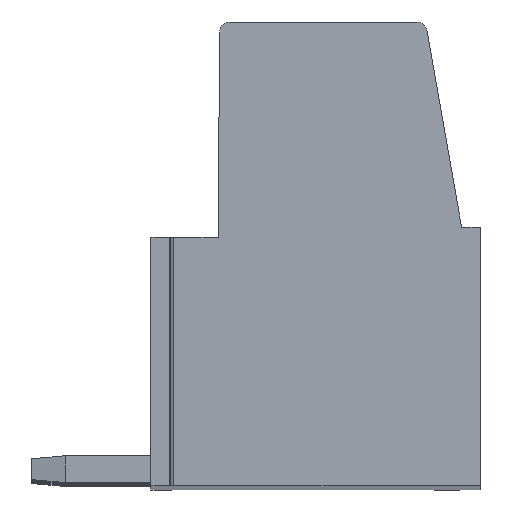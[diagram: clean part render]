
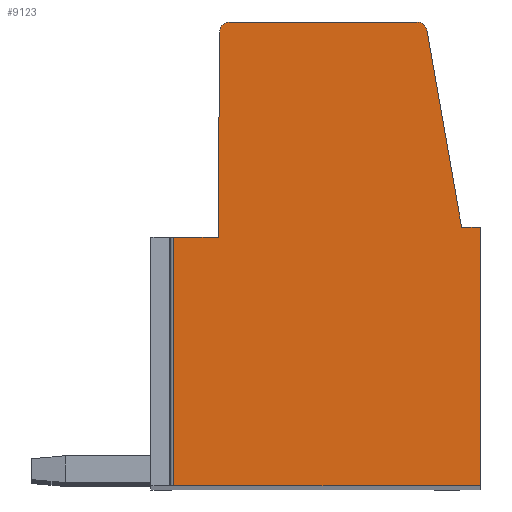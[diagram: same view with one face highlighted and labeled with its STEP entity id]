
A CAD part, top view. The second image highlights one B-rep face of the part: STEP entity #9123.
In plain terms, the highlighted planar face has unit normal (0, 0, 1).
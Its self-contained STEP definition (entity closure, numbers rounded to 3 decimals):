
#1579=DIRECTION('',(0.,1.,0.));
#1580=VECTOR('',#1579,7.4);
#1581=CARTESIAN_POINT('',(-4.225,-7.4,2.5));
#1582=LINE('',#1581,#1580);
#1583=DIRECTION('',(-1.,0.,0.));
#1584=VECTOR('',#1583,1.325);
#1585=CARTESIAN_POINT('',(-2.9,0.,2.5));
#1586=LINE('',#1585,#1584);
#1587=DIRECTION('',(-0.007,-1.,0.));
#1588=VECTOR('',#1587,6.1);
#1589=CARTESIAN_POINT('',(-2.859,6.1,2.5));
#1590=LINE('',#1589,#1588);
#1591=CARTESIAN_POINT('',(-2.557,6.098,2.5));
#1592=DIRECTION('',(0.,0.,1.));
#1593=DIRECTION('',(0.,1.,0.));
#1594=AXIS2_PLACEMENT_3D('',#1591,#1592,#1593);
#1596=DIRECTION('',(-1.,0.,0.));
#1597=VECTOR('',#1596,5.57);
#1598=CARTESIAN_POINT('',(3.013,6.4,2.5));
#1599=LINE('',#1598,#1597);
#1600=CARTESIAN_POINT('',(3.013,6.098,2.5));
#1601=DIRECTION('',(0.,0.,1.));
#1602=DIRECTION('',(0.985,0.173,0.));
#1603=AXIS2_PLACEMENT_3D('',#1600,#1601,#1602);
#1605=DIRECTION('',(-0.173,0.985,0.));
#1606=VECTOR('',#1605,5.94);
#1607=CARTESIAN_POINT('',(4.34,0.3,2.5));
#1608=LINE('',#1607,#1606);
#1609=DIRECTION('',(-1.,0.,0.));
#1610=VECTOR('',#1609,0.56);
#1611=CARTESIAN_POINT('',(4.9,0.3,2.5));
#1612=LINE('',#1611,#1610);
#1613=DIRECTION('',(0.,1.,0.));
#1614=VECTOR('',#1613,7.7);
#1615=CARTESIAN_POINT('',(4.9,-7.4,2.5));
#1616=LINE('',#1615,#1614);
#1617=DIRECTION('',(1.,0.,0.));
#1618=VECTOR('',#1617,9.125);
#1619=CARTESIAN_POINT('',(-4.225,-7.4,2.5));
#1620=LINE('',#1619,#1618);
#5401=CARTESIAN_POINT('',(4.9,-7.4,2.5));
#5402=CARTESIAN_POINT('',(4.9,0.3,2.5));
#5403=VERTEX_POINT('',#5401);
#5404=VERTEX_POINT('',#5402);
#5405=CARTESIAN_POINT('',(4.34,0.3,2.5));
#5406=VERTEX_POINT('',#5405);
#5407=CARTESIAN_POINT('',(3.311,6.15,2.5));
#5408=VERTEX_POINT('',#5407);
#5409=CARTESIAN_POINT('',(3.013,6.4,2.5));
#5410=VERTEX_POINT('',#5409);
#5411=CARTESIAN_POINT('',(-2.557,6.4,2.5));
#5412=VERTEX_POINT('',#5411);
#5413=CARTESIAN_POINT('',(-2.859,6.1,2.5));
#5414=VERTEX_POINT('',#5413);
#5415=CARTESIAN_POINT('',(-2.9,0.,2.5));
#5416=VERTEX_POINT('',#5415);
#5461=CARTESIAN_POINT('',(-4.225,-7.4,2.5));
#5462=CARTESIAN_POINT('',(-4.225,0.,2.5));
#5463=VERTEX_POINT('',#5461);
#5464=VERTEX_POINT('',#5462);
#9099=CARTESIAN_POINT('',(0.,0.,2.5));
#9100=DIRECTION('',(0.,0.,1.));
#9101=DIRECTION('',(1.,0.,0.));
#9102=AXIS2_PLACEMENT_3D('',#9099,#9100,#9101);
#9103=PLANE('',#9102);
#9104=ORIENTED_EDGE('',*,*,#9091,.T.);
#9105=ORIENTED_EDGE('',*,*,#6914,.F.);
#9107=ORIENTED_EDGE('',*,*,#9106,.F.);
#9109=ORIENTED_EDGE('',*,*,#9108,.F.);
#9111=ORIENTED_EDGE('',*,*,#9110,.F.);
#9113=ORIENTED_EDGE('',*,*,#9112,.F.);
#9115=ORIENTED_EDGE('',*,*,#9114,.F.);
#9117=ORIENTED_EDGE('',*,*,#9116,.F.);
#9119=ORIENTED_EDGE('',*,*,#9118,.F.);
#9120=ORIENTED_EDGE('',*,*,#7092,.F.);
#9121=EDGE_LOOP('',(#9104,#9105,#9107,#9109,#9111,#9113,#9115,#9117,#9119,
#9120));
#9122=FACE_OUTER_BOUND('',#9121,.F.);
#1595=CIRCLE('',#1594,0.302);
#1604=CIRCLE('',#1603,0.302);
#6914=EDGE_CURVE('',#5416,#5464,#1586,.T.);
#7092=EDGE_CURVE('',#5463,#5403,#1620,.T.);
#9091=EDGE_CURVE('',#5463,#5464,#1582,.T.);
#9106=EDGE_CURVE('',#5414,#5416,#1590,.T.);
#9108=EDGE_CURVE('',#5412,#5414,#1595,.T.);
#9110=EDGE_CURVE('',#5410,#5412,#1599,.T.);
#9112=EDGE_CURVE('',#5408,#5410,#1604,.T.);
#9114=EDGE_CURVE('',#5406,#5408,#1608,.T.);
#9116=EDGE_CURVE('',#5404,#5406,#1612,.T.);
#9118=EDGE_CURVE('',#5403,#5404,#1616,.T.);
#9123=ADVANCED_FACE('',(#9122),#9103,.T.);
